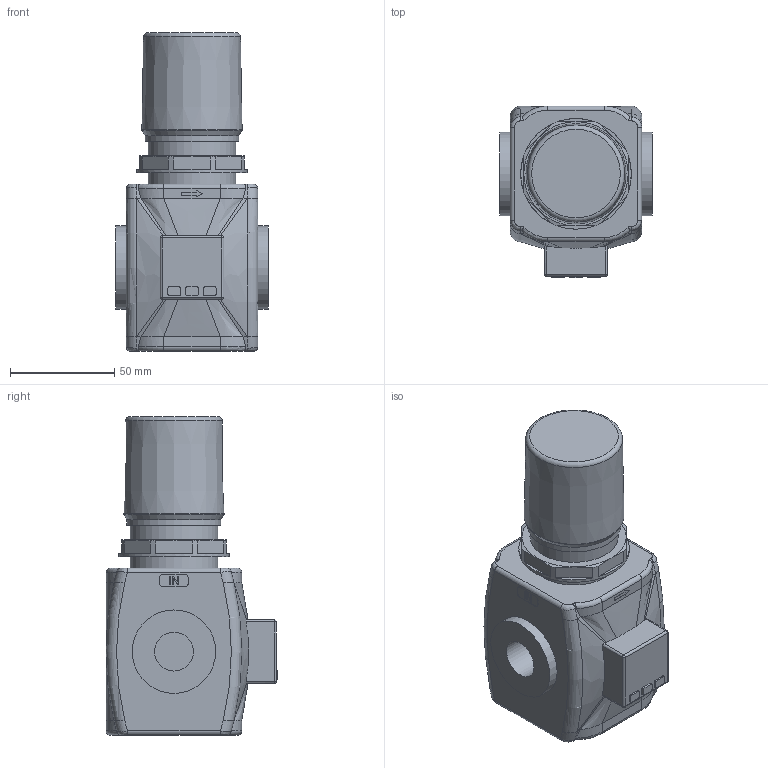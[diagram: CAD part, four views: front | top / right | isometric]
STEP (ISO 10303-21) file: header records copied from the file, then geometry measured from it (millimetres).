
FILE_DESCRIPTION((''),'2;1');
FILE_NAME('#173BRP##.stp','2013-09-25T10:55:02',('valotma1'),(''),'Autodesk Inventor 2013','Autodesk Inventor 2013','');
FILE_SCHEMA(('AUTOMOTIVE_DESIGN { 1 0 10303 214 1 1 1 1 }'));
Length unit declared in the file: millimetre
Products named in the file (3): #173BRP##; 1702-012G
Assembly tree (2 placements, depth 2):
  #173BRP##
    #173BRP##
    1702-012G
Bounding box: 73 x 82.3 x 152.5 mm (x, y, z)
Volume: 463816.3 mm3; surface area: 49229.9 mm2
Topology: 2 solids, 3 shells, 283 faces, 687 edges, 434 vertices
Faces by surface type: plane 129, cylinder 84, bspline 32, torus 22, cone 12, sphere 4
Full cylindrical faces by diameter (mm): 18.631 x2, 23.8 x1, 28.8 x1, 40 x2, 40.376 x1, 42 x1, 43 x1, 45 x1, 53 x1
Entity records: 9102 total; most frequent: CARTESIAN_POINT 2545, ORIENTED_EDGE 1336, DIRECTION 1272, EDGE_CURVE 668, AXIS2_PLACEMENT_3D 459, VERTEX_POINT 432, VECTOR 354, LINE 354
